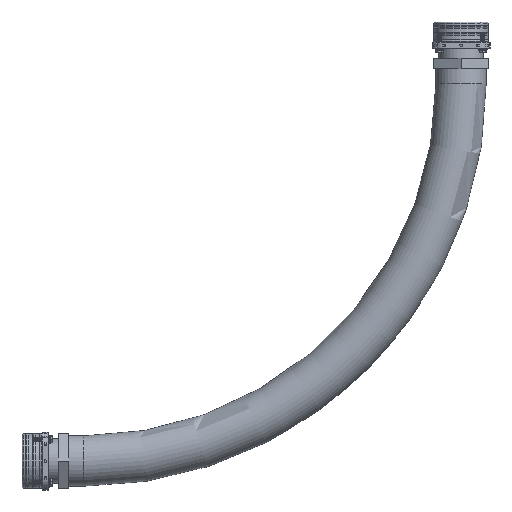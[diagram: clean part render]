
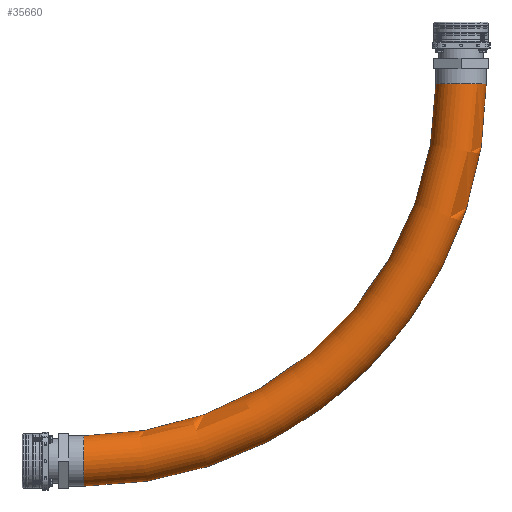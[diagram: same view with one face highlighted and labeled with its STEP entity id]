
A CAD part, front view. The second image highlights one B-rep face of the part: STEP entity #35660.
In plain terms, the highlighted toroidal (fillet/blend) face has major radius 750 mm and minor radius 50 mm.
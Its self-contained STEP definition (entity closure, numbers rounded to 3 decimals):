
#127 = CIRCLE ( 'NONE', #18296, 50. ) ;
#5235 = VERTEX_POINT ( 'NONE', #89372 ) ;
#8890 = DIRECTION ( 'NONE',  ( 0., 0., 1. ) ) ;
#8898 = TOROIDAL_SURFACE ( 'NONE', #90863, 750., 50. ) ;
#9527 = DIRECTION ( 'NONE',  ( 0., -1., 0. ) ) ;
#15060 = CIRCLE ( 'NONE', #54548, 50. ) ;
#15061 = EDGE_CURVE ( 'NONE', #49896, #5235, #50153, .T. ) ;
#15786 = CARTESIAN_POINT ( 'NONE',  ( 850., 0., 750. ) ) ;
#16121 = ORIENTED_EDGE ( 'NONE', *, *, #61012, .F. ) ;
#18018 = CARTESIAN_POINT ( 'NONE',  ( 100., 0., -50. ) ) ;
#18296 = AXIS2_PLACEMENT_3D ( 'NONE', #15786, #8890, #75625 ) ;
#21886 = DIRECTION ( 'NONE',  ( 1., 0., 0. ) ) ;
#23013 = AXIS2_PLACEMENT_3D ( 'NONE', #50449, #42062, #73040 ) ;
#23258 = VERTEX_POINT ( 'NONE', #18018 ) ;
#25157 = AXIS2_PLACEMENT_3D ( 'NONE', #93524, #32950, #92536 ) ;
#29342 = CIRCLE ( 'NONE', #25157, 800. ) ;
#30527 = ORIENTED_EDGE ( 'NONE', *, *, #15061, .F. ) ;
#32950 = DIRECTION ( 'NONE',  ( 0., -1., 0. ) ) ;
#35660 = ADVANCED_FACE ( 'NONE', ( #62763 ), #8898, .T. ) ;
#35974 = DIRECTION ( 'NONE',  ( 0., 0., -1. ) ) ;
#42062 = DIRECTION ( 'NONE',  ( 0., -1., 0. ) ) ;
#43329 = CARTESIAN_POINT ( 'NONE',  ( 100., 0., 50. ) ) ;
#48103 = DIRECTION ( 'NONE',  ( 0., 0., -1. ) ) ;
#49896 = VERTEX_POINT ( 'NONE', #43329 ) ;
#50153 = CIRCLE ( 'NONE', #23013, 700. ) ;
#50449 = CARTESIAN_POINT ( 'NONE',  ( 100., 0., 750. ) ) ;
#50620 = CARTESIAN_POINT ( 'NONE',  ( 100., 0., 0. ) ) ;
#52859 = VERTEX_POINT ( 'NONE', #65383 ) ;
#52875 = EDGE_CURVE ( 'NONE', #49896, #23258, #15060, .T. ) ;
#54548 = AXIS2_PLACEMENT_3D ( 'NONE', #50620, #21886, #35974 ) ;
#54971 = CARTESIAN_POINT ( 'NONE',  ( 100., 0., 750. ) ) ;
#60646 = ORIENTED_EDGE ( 'NONE', *, *, #62460, .T. ) ;
#61012 = EDGE_CURVE ( 'NONE', #5235, #52859, #127, .T. ) ;
#62460 = EDGE_CURVE ( 'NONE', #23258, #52859, #29342, .T. ) ;
#62763 = FACE_OUTER_BOUND ( 'NONE', #73069, .T. ) ;
#65383 = CARTESIAN_POINT ( 'NONE',  ( 900., 0., 750. ) ) ;
#73040 = DIRECTION ( 'NONE',  ( 0., 0., -1. ) ) ;
#73069 = EDGE_LOOP ( 'NONE', ( #90040, #60646, #16121, #30527 ) ) ;
#75625 = DIRECTION ( 'NONE',  ( 1., 0., 0. ) ) ;
#89372 = CARTESIAN_POINT ( 'NONE',  ( 800., 0., 750. ) ) ;
#90040 = ORIENTED_EDGE ( 'NONE', *, *, #52875, .T. ) ;
#90863 = AXIS2_PLACEMENT_3D ( 'NONE', #54971, #9527, #48103 ) ;
#92536 = DIRECTION ( 'NONE',  ( 0., 0., -1. ) ) ;
#93524 = CARTESIAN_POINT ( 'NONE',  ( 100., 0., 750. ) ) ;
